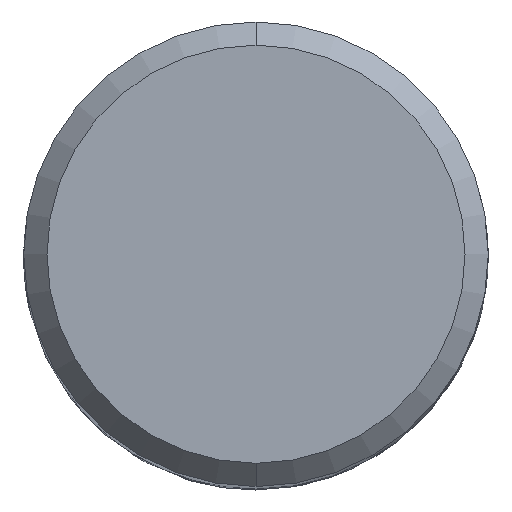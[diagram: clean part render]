
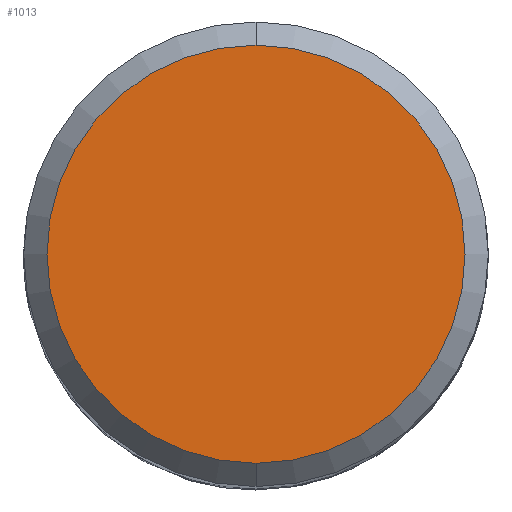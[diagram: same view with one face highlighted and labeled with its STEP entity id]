
A CAD part, top view. The second image highlights one B-rep face of the part: STEP entity #1013.
In plain terms, the highlighted planar face has unit normal (0, 0, 1).
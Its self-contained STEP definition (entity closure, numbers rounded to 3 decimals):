
#577=EDGE_CURVE('',#801,#875,#1300,.T.);
#801=VERTEX_POINT('',#1543);
#875=VERTEX_POINT('',#1621);
#1013=ADVANCED_FACE('',(#1776),#1777,.T.);
#1021=EDGE_CURVE('',#875,#801,#1785,.T.);
#1300=CIRCLE('',#3830,9.0);
#1543=CARTESIAN_POINT('',(0.,-9.0,0.0));
#1621=CARTESIAN_POINT('',(0.0,9.0,0.0));
#1776=FACE_OUTER_BOUND('',#9741,.T.);
#1777=PLANE('',#9742);
#1785=CIRCLE('',#9753,9.0);
#3830=AXIS2_PLACEMENT_3D('',#10507,#10508,#10509);
#9741=EDGE_LOOP('',(#10996,#10997));
#9742=AXIS2_PLACEMENT_3D('',#10998,#10999,#11000);
#9753=AXIS2_PLACEMENT_3D('',#11002,#11003,#11004);
#10507=CARTESIAN_POINT('',(0.0,0.0,0.0));
#10508=DIRECTION('',(0.0,0.0,-1.0));
#10509=DIRECTION('',(0.0,1.0,0.0));
#10996=ORIENTED_EDGE('',*,*,#1021,.F.);
#10997=ORIENTED_EDGE('',*,*,#577,.F.);
#10998=CARTESIAN_POINT('',(0.0,4.5,0.0));
#10999=DIRECTION('',(-0.0,0.0,1.0));
#11000=DIRECTION('',(0.0,-1.0,0.0));
#11002=CARTESIAN_POINT('',(0.0,0.0,0.0));
#11003=DIRECTION('',(0.0,0.0,-1.0));
#11004=DIRECTION('',(0.0,1.0,0.0));
